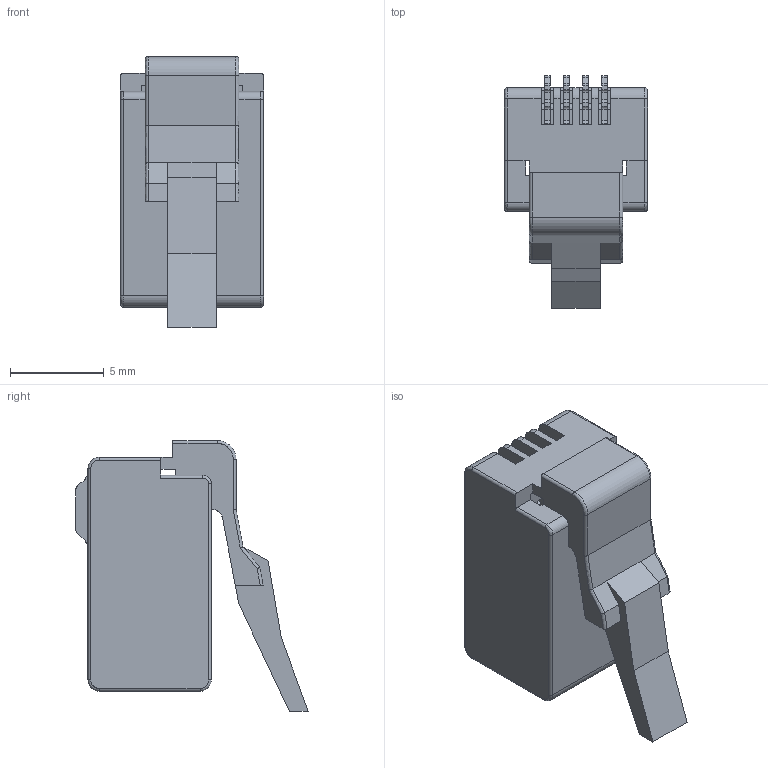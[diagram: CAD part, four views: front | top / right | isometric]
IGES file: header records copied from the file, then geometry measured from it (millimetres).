
Start section: SolidWorks IGES file using analytic representation for surfaces
Global section: file name: MP44RX-x000x_A.IGS; native system: SolidWorks 2020; preprocessor: SolidWorks 2020; author: Dan; date: 200402.114336; units: millimetre
Bounding box: 7.65 x 12.43 x 14.48 mm (x, y, z)
Surface area: 1028.6 mm2 (no closed solid volume)
Topology: 0 solids, 0 shells, 316 faces, 2268 edges, 2268 vertices
Faces by surface type: bspline 219, revolution 97
